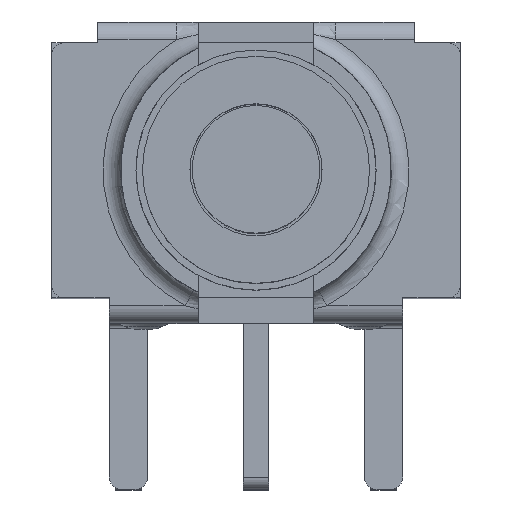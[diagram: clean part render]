
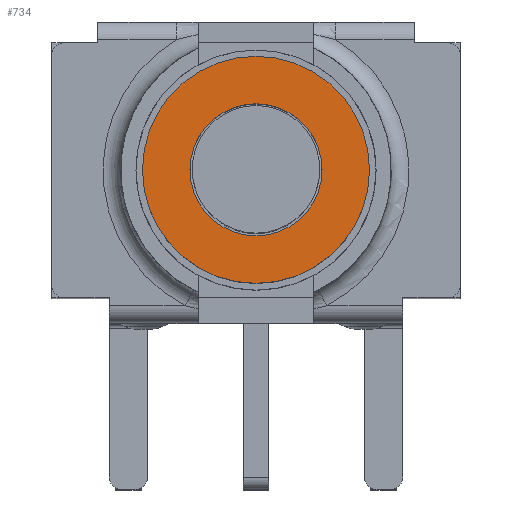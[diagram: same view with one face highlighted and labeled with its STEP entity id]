
A CAD part, top view. The second image highlights one B-rep face of the part: STEP entity #734.
In plain terms, the highlighted planar face has unit normal (0, 0, 1).
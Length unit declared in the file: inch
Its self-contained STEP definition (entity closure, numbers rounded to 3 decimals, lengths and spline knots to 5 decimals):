
#660=CARTESIAN_POINT('',(-0.05177,0.,0.50099));
#661=VERTEX_POINT('',#660);
#662=CARTESIAN_POINT('',(0.,0.,0.50099));
#663=DIRECTION('',(0.0,0.0,1.0));
#664=DIRECTION('',(-1.0,0.0,0.0));
#665=AXIS2_PLACEMENT_3D('',#662,#663,#664);
#666=CIRCLE('',#665,0.05177);
#667=EDGE_CURVE('',#661,#661,#666,.T.);
#708=CARTESIAN_POINT('',(-0.08898,0.,0.50099));
#709=VERTEX_POINT('',#708);
#710=CARTESIAN_POINT('',(0.,0.,0.50099));
#711=DIRECTION('',(0.0,0.0,1.0));
#712=DIRECTION('',(-1.0,0.0,0.0));
#713=AXIS2_PLACEMENT_3D('',#710,#711,#712);
#714=CIRCLE('',#713,0.08898);
#715=EDGE_CURVE('',#709,#709,#714,.T.);
#723=CARTESIAN_POINT('',(-0.09787,0.09787,0.50099));
#724=DIRECTION('',(0.0,0.0,1.0));
#725=DIRECTION('',(1.0,0.0,0.0));
#726=AXIS2_PLACEMENT_3D('',#723,#724,#725);
#727=PLANE('',#726);
#728=ORIENTED_EDGE('',*,*,#715,.T.);
#729=EDGE_LOOP('',(#728));
#730=FACE_OUTER_BOUND('',#729,.T.);
#731=ORIENTED_EDGE('',*,*,#667,.F.);
#732=EDGE_LOOP('',(#731));
#733=FACE_BOUND('',#732,.T.);
#734=ADVANCED_FACE('',(#730,#733),#727,.T.);
